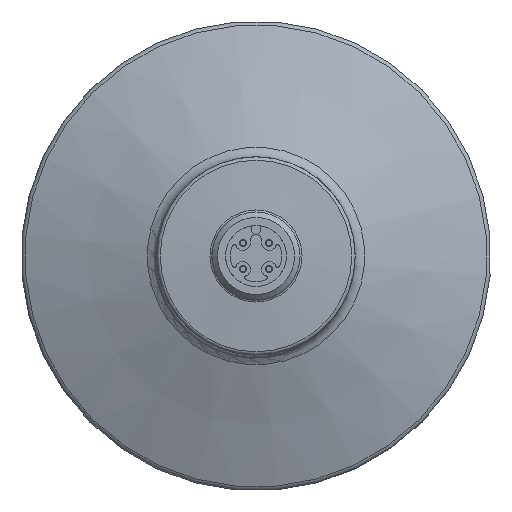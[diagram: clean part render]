
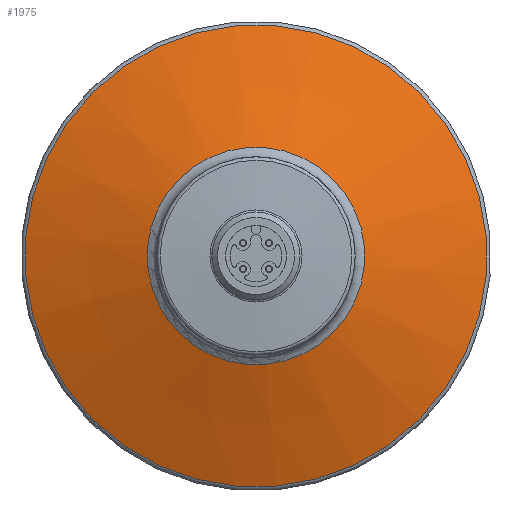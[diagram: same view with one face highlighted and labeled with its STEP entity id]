
A CAD part, front view. The second image highlights one B-rep face of the part: STEP entity #1975.
In plain terms, the highlighted conical face has half-angle 70 degrees and reference radius 31.474 mm.
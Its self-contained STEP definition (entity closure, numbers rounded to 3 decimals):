
#71=CONICAL_SURFACE('',#2108,31.474,1.222);
#370=ORIENTED_EDGE('',*,*,#641,.T.);
#371=ORIENTED_EDGE('',*,*,#642,.F.);
#641=EDGE_CURVE('',#792,#792,#894,.F.);
#642=EDGE_CURVE('',#793,#793,#895,.T.);
#792=VERTEX_POINT('',#2854);
#793=VERTEX_POINT('',#2857);
#894=CIRCLE('',#2107,14.816);
#895=CIRCLE('',#2109,31.474);
#1008=EDGE_LOOP('',(#370));
#1009=EDGE_LOOP('',(#371));
#1151=FACE_BOUND('',#1008,.T.);
#1152=FACE_BOUND('',#1009,.T.);
#1975=ADVANCED_FACE('',(#1151,#1152),#71,.T.);
#2107=AXIS2_PLACEMENT_3D('',#2853,#2408,#2409);
#2108=AXIS2_PLACEMENT_3D('',#2855,#2410,#2411);
#2109=AXIS2_PLACEMENT_3D('',#2856,#2412,#2413);
#2408=DIRECTION('',(0.,-1.,0.));
#2409=DIRECTION('',(-0.996,0.,0.087));
#2410=DIRECTION('',(0.,1.,0.));
#2411=DIRECTION('',(0.996,0.,-0.087));
#2412=DIRECTION('',(0.,1.,0.));
#2413=DIRECTION('',(0.996,0.,-0.087));
#2853=CARTESIAN_POINT('',(-0.018,44.579,0.032));
#2854=CARTESIAN_POINT('',(-14.777,44.579,1.324));
#2855=CARTESIAN_POINT('',(-0.018,50.642,0.032));
#2856=CARTESIAN_POINT('',(-0.018,50.642,0.032));
#2857=CARTESIAN_POINT('',(31.336,50.642,-2.711));
